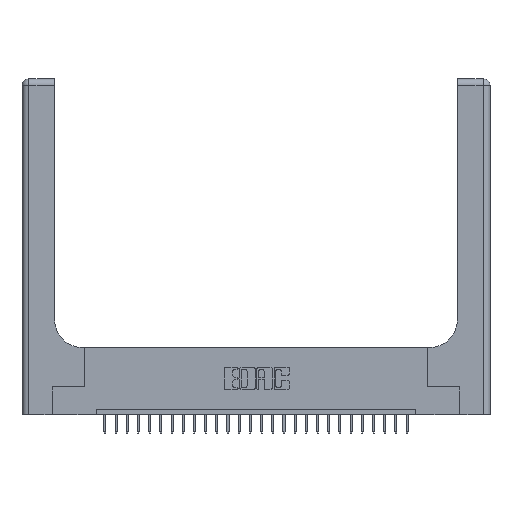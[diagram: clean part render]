
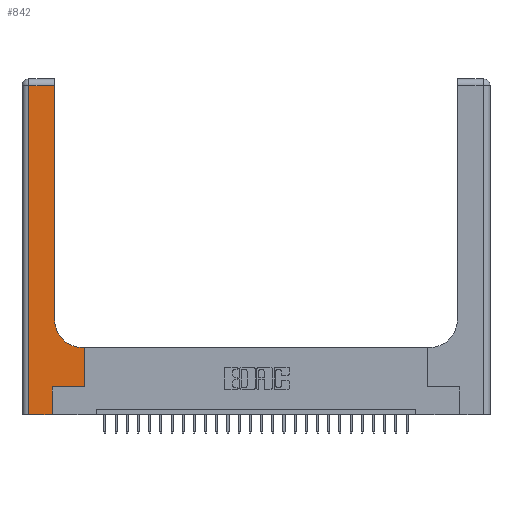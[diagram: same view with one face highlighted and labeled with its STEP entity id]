
A CAD part, top view. The second image highlights one B-rep face of the part: STEP entity #842.
In plain terms, the highlighted planar face has unit normal (0, 0, 1).
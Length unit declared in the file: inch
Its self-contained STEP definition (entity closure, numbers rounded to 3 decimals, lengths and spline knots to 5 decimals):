
#349 = CARTESIAN_POINT ( 'NONE',  ( 0.2915, 0.85, 0.37 ) ) ;
#632 = LINE ( 'NONE', #18985, #13278 ) ;
#741 = DIRECTION ( 'NONE',  ( -1., 0., 0. ) ) ;
#814 = LINE ( 'NONE', #24922, #2511 ) ;
#842 = ADVANCED_FACE ( 'NONE', ( #12968 ), #13955, .F. ) ;
#1108 = CARTESIAN_POINT ( 'NONE',  ( 0.5585, 0.6, 0.37 ) ) ;
#1396 = CARTESIAN_POINT ( 'NONE',  ( 0.06, 2.94, 0.37 ) ) ;
#1410 = CARTESIAN_POINT ( 'NONE',  ( 0.269, 0., 0.37 ) ) ;
#1489 = DIRECTION ( 'NONE',  ( 0., 0., -1. ) ) ;
#2122 = VERTEX_POINT ( 'NONE', #1396 ) ;
#2511 = VECTOR ( 'NONE', #15986, 39.37008 ) ;
#2655 = CARTESIAN_POINT ( 'NONE',  ( 0., 2.94, 0.37 ) ) ;
#2734 = AXIS2_PLACEMENT_3D ( 'NONE', #24513, #20161, #24798 ) ;
#3165 = CARTESIAN_POINT ( 'NONE',  ( 0.5585, 0.25, 0.37 ) ) ;
#3319 = EDGE_LOOP ( 'NONE', ( #24160, #14279, #15035, #20498, #24146, #14816, #24089, #14582, #5981 ) ) ;
#3634 = EDGE_CURVE ( 'NONE', #7393, #5114, #814, .T. ) ;
#3935 = VERTEX_POINT ( 'NONE', #17710 ) ;
#3975 = VERTEX_POINT ( 'NONE', #5504 ) ;
#4827 = LINE ( 'NONE', #2655, #23970 ) ;
#5022 = VECTOR ( 'NONE', #15517, 39.37008 ) ;
#5114 = VERTEX_POINT ( 'NONE', #11322 ) ;
#5504 = CARTESIAN_POINT ( 'NONE',  ( 0.2915, 2.94, 0.37 ) ) ;
#5981 = ORIENTED_EDGE ( 'NONE', *, *, #24997, .T. ) ;
#6632 = LINE ( 'NONE', #12703, #17579 ) ;
#7393 = VERTEX_POINT ( 'NONE', #1410 ) ;
#7578 = LINE ( 'NONE', #14964, #24308 ) ;
#8174 = DIRECTION ( 'NONE',  ( -1., 0., 0. ) ) ;
#9852 = LINE ( 'NONE', #20103, #5022 ) ;
#10195 = CARTESIAN_POINT ( 'NONE',  ( 0.5415, 0.85, 0.37 ) ) ;
#11322 = CARTESIAN_POINT ( 'NONE',  ( 0.269, 0.25, 0.37 ) ) ;
#12497 = VERTEX_POINT ( 'NONE', #22624 ) ;
#12703 = CARTESIAN_POINT ( 'NONE',  ( 0.269, 0.25, 0.37 ) ) ;
#12929 = LINE ( 'NONE', #3165, #14998 ) ;
#12968 = FACE_OUTER_BOUND ( 'NONE', #3319, .T. ) ;
#13162 = DIRECTION ( 'NONE',  ( 0., 1., 0. ) ) ;
#13278 = VECTOR ( 'NONE', #17217, 39.37008 ) ;
#13861 = EDGE_CURVE ( 'NONE', #2122, #23910, #632, .T. ) ;
#13950 = EDGE_CURVE ( 'NONE', #3935, #16793, #12929, .T. ) ;
#13955 = PLANE ( 'NONE',  #2734 ) ;
#14044 = EDGE_CURVE ( 'NONE', #23910, #7393, #9852, .T. ) ;
#14178 = CARTESIAN_POINT ( 'NONE',  ( 0.06, 0., 0.37 ) ) ;
#14279 = ORIENTED_EDGE ( 'NONE', *, *, #26142, .T. ) ;
#14582 = ORIENTED_EDGE ( 'NONE', *, *, #18382, .T. ) ;
#14729 = DIRECTION ( 'NONE',  ( 1., 0., 0. ) ) ;
#14816 = ORIENTED_EDGE ( 'NONE', *, *, #16142, .T. ) ;
#14964 = CARTESIAN_POINT ( 'NONE',  ( 0.2915, 0.6, 0.37 ) ) ;
#14998 = VECTOR ( 'NONE', #16532, 39.37008 ) ;
#15035 = ORIENTED_EDGE ( 'NONE', *, *, #13861, .T. ) ;
#15517 = DIRECTION ( 'NONE',  ( 1., 0., 0. ) ) ;
#15986 = DIRECTION ( 'NONE',  ( 0., 1., 0. ) ) ;
#16142 = EDGE_CURVE ( 'NONE', #5114, #3935, #6632, .T. ) ;
#16532 = DIRECTION ( 'NONE',  ( 0., 1., 0. ) ) ;
#16567 = AXIS2_PLACEMENT_3D ( 'NONE', #10195, #1489, #24718 ) ;
#16793 = VERTEX_POINT ( 'NONE', #1108 ) ;
#17084 = EDGE_CURVE ( 'NONE', #17975, #3975, #21675, .T. ) ;
#17217 = DIRECTION ( 'NONE',  ( 0., -1., 0. ) ) ;
#17579 = VECTOR ( 'NONE', #14729, 39.37008 ) ;
#17710 = CARTESIAN_POINT ( 'NONE',  ( 0.5585, 0.25, 0.37 ) ) ;
#17975 = VERTEX_POINT ( 'NONE', #349 ) ;
#18382 = EDGE_CURVE ( 'NONE', #16793, #12497, #7578, .T. ) ;
#18985 = CARTESIAN_POINT ( 'NONE',  ( 0.06, 3., 0.37 ) ) ;
#20103 = CARTESIAN_POINT ( 'NONE',  ( 0., 0., 0.37 ) ) ;
#20161 = DIRECTION ( 'NONE',  ( 0., 0., -1. ) ) ;
#20498 = ORIENTED_EDGE ( 'NONE', *, *, #14044, .T. ) ;
#21675 = LINE ( 'NONE', #26292, #23368 ) ;
#22624 = CARTESIAN_POINT ( 'NONE',  ( 0.5415, 0.6, 0.37 ) ) ;
#23368 = VECTOR ( 'NONE', #13162, 39.37008 ) ;
#23910 = VERTEX_POINT ( 'NONE', #14178 ) ;
#23970 = VECTOR ( 'NONE', #741, 39.37008 ) ;
#24089 = ORIENTED_EDGE ( 'NONE', *, *, #13950, .T. ) ;
#24146 = ORIENTED_EDGE ( 'NONE', *, *, #3634, .T. ) ;
#24160 = ORIENTED_EDGE ( 'NONE', *, *, #17084, .T. ) ;
#24308 = VECTOR ( 'NONE', #8174, 39.37008 ) ;
#24513 = CARTESIAN_POINT ( 'NONE',  ( 0., 3., 0.37 ) ) ;
#24718 = DIRECTION ( 'NONE',  ( 1., 0., 0. ) ) ;
#24798 = DIRECTION ( 'NONE',  ( -1., 0., 0. ) ) ;
#24922 = CARTESIAN_POINT ( 'NONE',  ( 0.269, 0., 0.37 ) ) ;
#24997 = EDGE_CURVE ( 'NONE', #12497, #17975, #25007, .T. ) ;
#25007 = CIRCLE ( 'NONE', #16567, 0.25 ) ;
#26142 = EDGE_CURVE ( 'NONE', #3975, #2122, #4827, .T. ) ;
#26292 = CARTESIAN_POINT ( 'NONE',  ( 0.2915, 3., 0.37 ) ) ;
